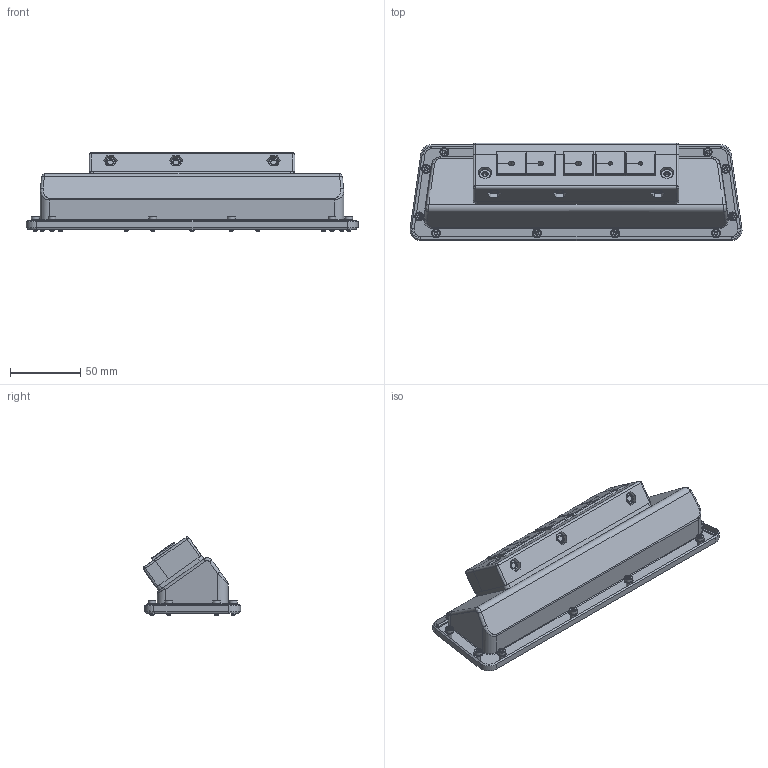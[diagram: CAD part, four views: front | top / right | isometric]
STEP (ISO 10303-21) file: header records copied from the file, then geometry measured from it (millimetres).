
FILE_DESCRIPTION(/* description */ (''),/* implementation_level */ '2;1');
FILE_NAME(/* name */ '778-90350_000.stp',/* time_stamp */ '2026-03-30T10:24:25+02:00',/* author */ ('Blessing'),/* organization */ ('TRsystems GmbH'),/* preprocessor_version */ 'ST-DEVELOPER v20',/* originating_system */ 'Autodesk Inventor 2024',/* authorisation */ '');
FILE_SCHEMA (('AUTOMOTIVE_DESIGN { 1 0 10303 214 3 1 1 }'));
Length unit declared in the file: millimetre
Products named in the file (1): 778-90350_000
Bounding box: 237.12 x 69.5 x 55.81 mm (x, y, z)
Volume: 446007 mm3; surface area: 68930.1 mm2
Topology: 1 solids, 1 shells, 846 faces, 2166 edges, 1334 vertices
Faces by surface type: cylinder 358, plane 277, cone 137, torus 44, sphere 24, bspline 6
Full cylindrical faces by diameter (mm): 2 x1, 3 x13, 3.4 x13, 5 x3, 5.5 x19, 5.8 x13, 8.5 x5, 9 x3, 9.8 x2
Entity records: 29883 total; most frequent: CARTESIAN_POINT 9488, ORIENTED_EDGE 4176, DIRECTION 3890, EDGE_CURVE 2088, AXIS2_PLACEMENT_3D 1489, VERTEX_POINT 1316, EDGE_LOOP 936, LINE 912
